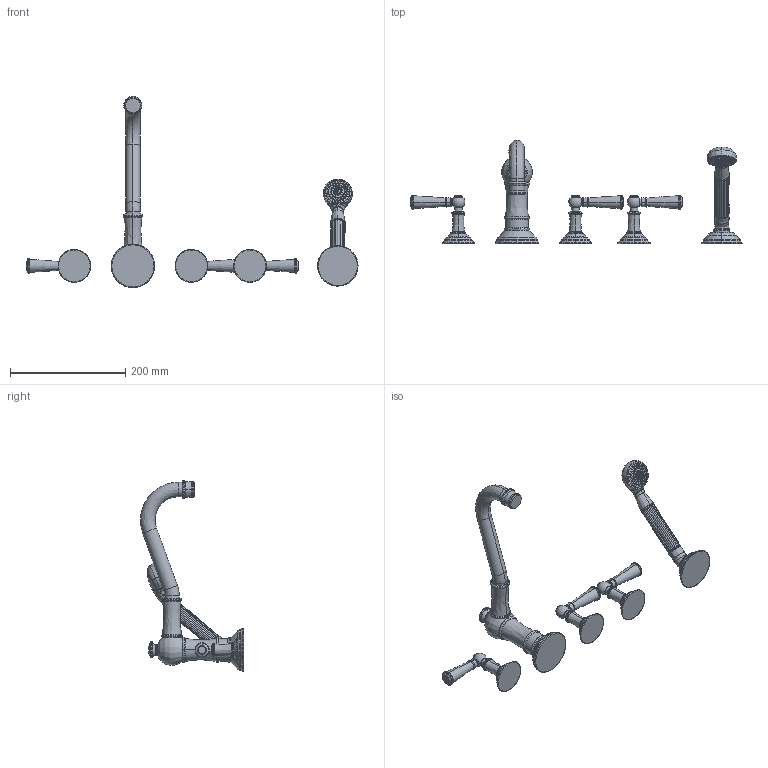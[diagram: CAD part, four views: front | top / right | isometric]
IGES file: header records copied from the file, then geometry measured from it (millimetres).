
Start section:  PTC IGES file: 3-2477.igs
Global section: file name: 3-2477.igs; native system: Creo Parametric by PTC Inc.; preprocessor: 2018400; author: jinson.thomas; organization: Unknown; date: 20210318.143859; units: inch
Bounding box: 575.96 x 178.85 x 331.61 mm (x, y, z)
Volume: 790318.7 mm3; surface area: 130825.5 mm2
Topology: 5 solids, 5 shells, 739 faces, 1571 edges, 915 vertices
Faces by surface type: revolution 526, bspline 213
